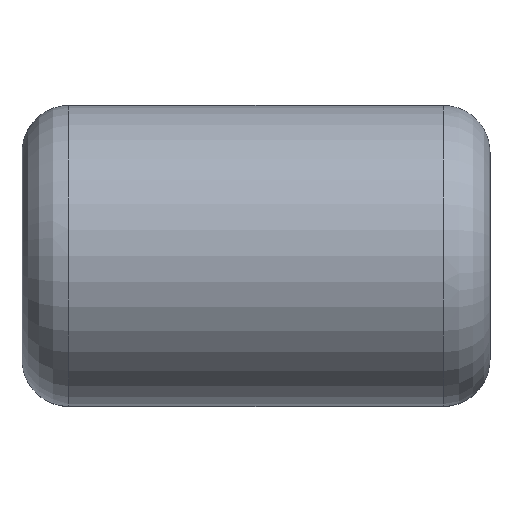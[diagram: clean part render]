
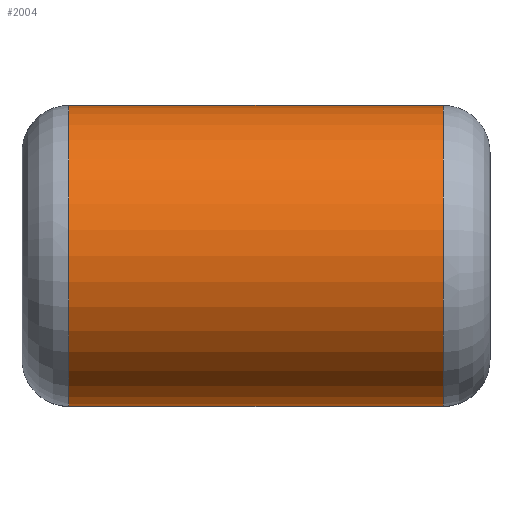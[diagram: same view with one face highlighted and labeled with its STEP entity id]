
A CAD part, top view. The second image highlights one B-rep face of the part: STEP entity #2004.
In plain terms, the highlighted cylindrical face has radius 4.05 mm (diameter 8.1 mm), a partial arc.
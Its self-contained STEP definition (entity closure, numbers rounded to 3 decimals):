
#1604=CARTESIAN_POINT('',(5.04,4.05,12.35));
#1605=VERTEX_POINT('',#1604);
#1654=CARTESIAN_POINT('',(-5.04,4.05,12.35));
#1655=VERTEX_POINT('',#1654);
#1773=CARTESIAN_POINT('',(5.04,-4.05,12.35));
#1774=VERTEX_POINT('',#1773);
#1846=CARTESIAN_POINT('',(-0.0,4.05,12.35));
#1847=DIRECTION('',(-1.0,0.0,-0.0));
#1848=VECTOR('',#1847,1.0);
#1849=LINE('',#1846,#1848);
#1850=EDGE_CURVE('n� 72',#1605,#1655,#1849,.T.);
#1905=CARTESIAN_POINT('',(-5.04,-4.05,12.35));
#1906=VERTEX_POINT('',#1905);
#1930=CARTESIAN_POINT('',(0.0,-4.05,12.35));
#1931=DIRECTION('',(1.0,0.0,-0.0));
#1932=VECTOR('',#1931,1.0);
#1933=LINE('',#1930,#1932);
#1934=EDGE_CURVE('n� 10',#1906,#1774,#1933,.T.);
#1951=CARTESIAN_POINT('',(5.04,-0.0,12.35));
#1952=DIRECTION('',(-1.0,-0.0,-0.0));
#1953=DIRECTION('',(0.0,1.0,0.0));
#1954=AXIS2_PLACEMENT_3D('',#1951,#1952,#1953);
#1955=CIRCLE('',#1954,4.05);
#1956=EDGE_CURVE('n� 14',#1774,#1605,#1955,.T.);
#1971=CARTESIAN_POINT('',(-5.04,-0.0,12.35));
#1972=DIRECTION('',(1.0,0.0,0.0));
#1973=DIRECTION('',(0.0,1.0,0.0));
#1974=AXIS2_PLACEMENT_3D('',#1971,#1972,#1973);
#1975=CIRCLE('',#1974,4.05);
#1976=EDGE_CURVE('n� 21',#1655,#1906,#1975,.T.);
#1993=ORIENTED_EDGE('',*,*,#1956,.T.);
#1994=ORIENTED_EDGE('',*,*,#1850,.T.);
#1995=ORIENTED_EDGE('',*,*,#1976,.T.);
#1996=ORIENTED_EDGE('',*,*,#1934,.T.);
#1997=EDGE_LOOP('',(#1993,#1994,#1995,#1996));
#1998=FACE_OUTER_BOUND('',#1997,.T.);
#1999=CARTESIAN_POINT('',(0.0,-0.0,12.35));
#2000=DIRECTION('',(1.0,0.0,0.0));
#2001=DIRECTION('',(0.0,1.0,0.0));
#2002=AXIS2_PLACEMENT_3D('',#1999,#2000,#2001);
#2003=CYLINDRICAL_SURFACE('',#2002,4.05);
#2004=ADVANCED_FACE('n� 2',(#1998),#2003,.T.);
